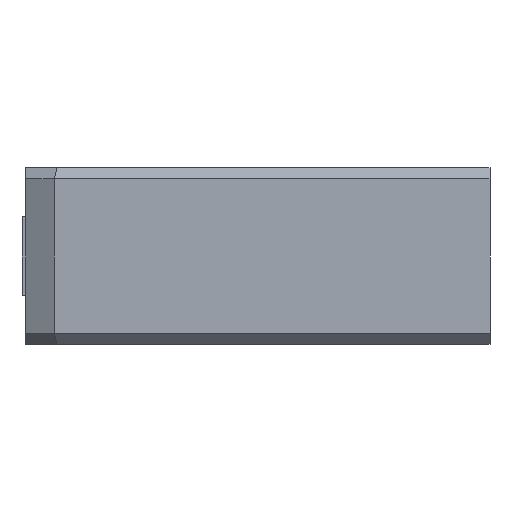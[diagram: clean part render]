
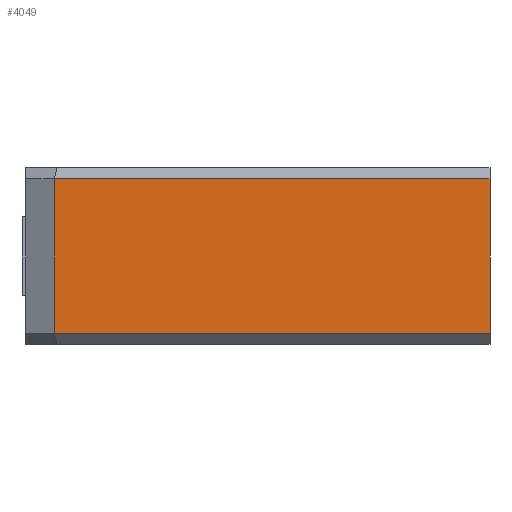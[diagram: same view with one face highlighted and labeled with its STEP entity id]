
A CAD part, front view. The second image highlights one B-rep face of the part: STEP entity #4049.
In plain terms, the highlighted planar face has unit normal (0, -1, 0).
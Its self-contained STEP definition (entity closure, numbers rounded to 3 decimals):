
#119=FACE_OUTER_BOUND('',#352,.T.);
#352=EDGE_LOOP('',(#2849,#2850,#2851,#2852));
#645=LINE('',#5832,#1209);
#650=LINE('',#5842,#1214);
#653=LINE('',#5848,#1217);
#654=LINE('',#5849,#1218);
#1209=VECTOR('',#4745,10.);
#1214=VECTOR('',#4754,10.);
#1217=VECTOR('',#4759,10.);
#1218=VECTOR('',#4760,10.);
#1750=VERTEX_POINT('',#5829);
#1751=VERTEX_POINT('',#5831);
#1754=VERTEX_POINT('',#5841);
#1756=VERTEX_POINT('',#5847);
#2157=EDGE_CURVE('',#1750,#1751,#645,.T.);
#2162=EDGE_CURVE('',#1751,#1754,#650,.T.);
#2165=EDGE_CURVE('',#1750,#1756,#653,.T.);
#2166=EDGE_CURVE('',#1754,#1756,#654,.T.);
#2849=ORIENTED_EDGE('',*,*,#2157,.F.);
#2850=ORIENTED_EDGE('',*,*,#2165,.T.);
#2851=ORIENTED_EDGE('',*,*,#2166,.F.);
#2852=ORIENTED_EDGE('',*,*,#2162,.F.);
#3820=PLANE('',#4315);
#4049=ADVANCED_FACE('',(#119),#3820,.F.);
#4315=AXIS2_PLACEMENT_3D('',#5846,#4757,#4758);
#4745=DIRECTION('',(-1.,0.,0.));
#4754=DIRECTION('',(0.,0.,1.));
#4757=DIRECTION('center_axis',(0.,1.,0.));
#4758=DIRECTION('ref_axis',(1.,0.,0.));
#4759=DIRECTION('',(0.,0.,1.));
#4760=DIRECTION('',(1.,0.,0.));
#5829=CARTESIAN_POINT('',(44.6,-2.41,0.));
#5831=CARTESIAN_POINT('',(1.713,-2.41,0.));
#5832=CARTESIAN_POINT('',(33.175,-2.41,0.));
#5841=CARTESIAN_POINT('',(1.713,-2.41,15.2));
#5842=CARTESIAN_POINT('',(1.713,-2.41,3.25));
#5846=CARTESIAN_POINT('Origin',(21.75,-2.41,7.6));
#5847=CARTESIAN_POINT('',(44.6,-2.41,15.2));
#5848=CARTESIAN_POINT('',(44.6,-2.41,-1.1));
#5849=CARTESIAN_POINT('',(10.325,-2.41,15.2));
